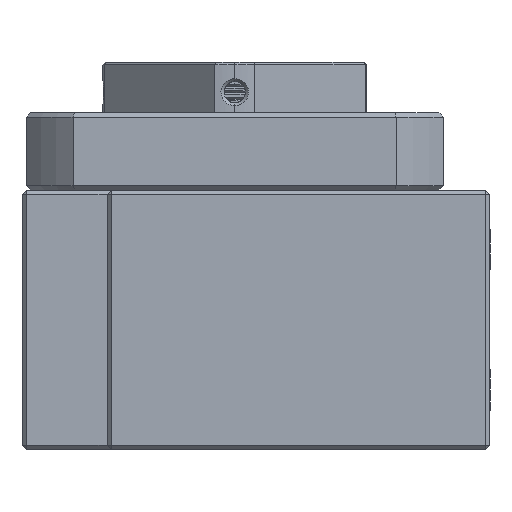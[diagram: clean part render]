
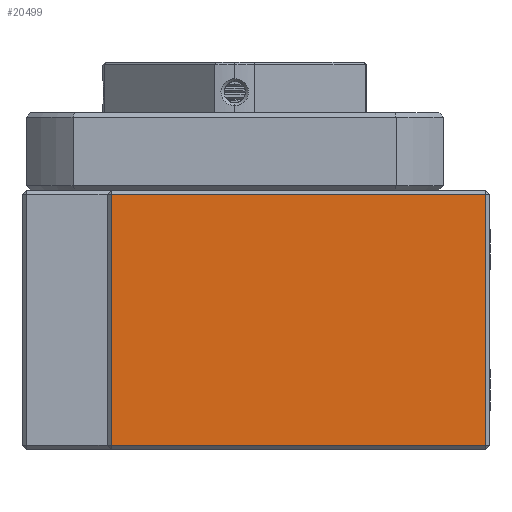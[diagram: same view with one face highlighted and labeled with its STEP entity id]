
A CAD part, left-side view. The second image highlights one B-rep face of the part: STEP entity #20499.
In plain terms, the highlighted planar face has unit normal (-1, 0, 0).
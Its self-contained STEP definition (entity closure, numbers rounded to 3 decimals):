
#78 = CARTESIAN_POINT ( 'NONE',  ( -80., 1., -29.5 ) ) ;
#2351 = LINE ( 'NONE', #13508, #9969 ) ;
#2420 = EDGE_CURVE ( 'NONE', #13443, #19540, #8472, .T. ) ;
#3451 = FACE_OUTER_BOUND ( 'NONE', #13093, .T. ) ;
#4151 = VECTOR ( 'NONE', #8591, 1000. ) ;
#5409 = CARTESIAN_POINT ( 'NONE',  ( -80., 1., 29.5 ) ) ;
#5644 = CARTESIAN_POINT ( 'NONE',  ( -80., 45., 29.5 ) ) ;
#5801 = ORIENTED_EDGE ( 'NONE', *, *, #7214, .F. ) ;
#6788 = ORIENTED_EDGE ( 'NONE', *, *, #16164, .F. ) ;
#7018 = DIRECTION ( 'NONE',  ( 0., 0., -1. ) ) ;
#7214 = EDGE_CURVE ( 'NONE', #15986, #16797, #17020, .T. ) ;
#8067 = CARTESIAN_POINT ( 'NONE',  ( -80., 1., 29.5 ) ) ;
#8222 = LINE ( 'NONE', #19464, #8715 ) ;
#8472 = LINE ( 'NONE', #19888, #4151 ) ;
#8591 = DIRECTION ( 'NONE',  ( 0., 1., 0. ) ) ;
#8715 = VECTOR ( 'NONE', #9641, 1000. ) ;
#9641 = DIRECTION ( 'NONE',  ( 0., 0., -1. ) ) ;
#9792 = EDGE_CURVE ( 'NONE', #16797, #13443, #8222, .T. ) ;
#9969 = VECTOR ( 'NONE', #11990, 1000. ) ;
#10973 = ORIENTED_EDGE ( 'NONE', *, *, #2420, .F. ) ;
#11280 = CARTESIAN_POINT ( 'NONE',  ( -80., 89., -29.5 ) ) ;
#11990 = DIRECTION ( 'NONE',  ( 0., 0., 1. ) ) ;
#12190 = VECTOR ( 'NONE', #15378, 1000. ) ;
#13093 = EDGE_LOOP ( 'NONE', ( #19031, #5801, #6788, #10973 ) ) ;
#13443 = VERTEX_POINT ( 'NONE', #78 ) ;
#13508 = CARTESIAN_POINT ( 'NONE',  ( -80., 89., 0. ) ) ;
#15378 = DIRECTION ( 'NONE',  ( 0., -1., 0. ) ) ;
#15986 = VERTEX_POINT ( 'NONE', #20828 ) ;
#16164 = EDGE_CURVE ( 'NONE', #19540, #15986, #2351, .T. ) ;
#16744 = DIRECTION ( 'NONE',  ( 1., 0., 0. ) ) ;
#16797 = VERTEX_POINT ( 'NONE', #8067 ) ;
#17020 = LINE ( 'NONE', #5644, #12190 ) ;
#19031 = ORIENTED_EDGE ( 'NONE', *, *, #9792, .F. ) ;
#19464 = CARTESIAN_POINT ( 'NONE',  ( -80., 1., 0. ) ) ;
#19492 = AXIS2_PLACEMENT_3D ( 'NONE', #5409, #16744, #7018 ) ;
#19540 = VERTEX_POINT ( 'NONE', #11280 ) ;
#19873 = PLANE ( 'NONE',  #19492 ) ;
#19888 = CARTESIAN_POINT ( 'NONE',  ( -80., 45., -29.5 ) ) ;
#20499 = ADVANCED_FACE ( 'NONE', ( #3451 ), #19873, .F. ) ;
#20828 = CARTESIAN_POINT ( 'NONE',  ( -80., 89., 29.5 ) ) ;
